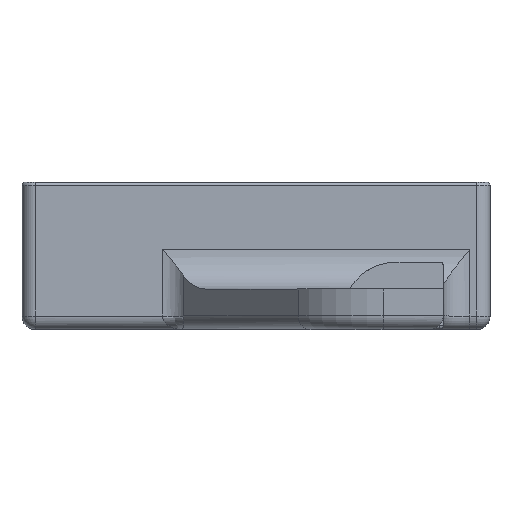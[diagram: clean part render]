
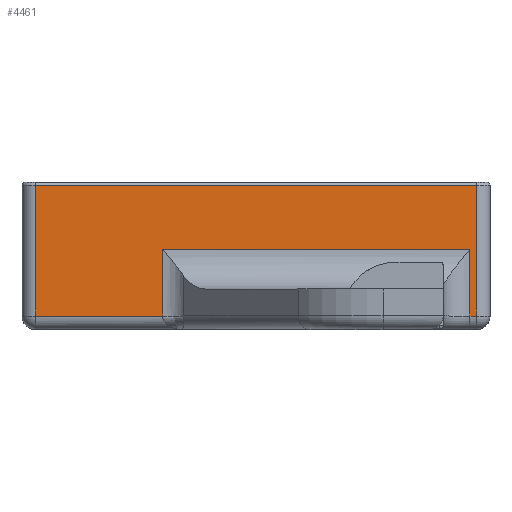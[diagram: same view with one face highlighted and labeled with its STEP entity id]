
A CAD part, top view. The second image highlights one B-rep face of the part: STEP entity #4461.
In plain terms, the highlighted planar face has unit normal (0, 0, 1).
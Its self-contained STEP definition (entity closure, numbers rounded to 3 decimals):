
#363 = CARTESIAN_POINT ( 'NONE',  ( -16.5, 10.75, 7. ) ) ;
#364 = CARTESIAN_POINT ( 'NONE',  ( 16.5, 10.75, 7. ) ) ;
#365 = CARTESIAN_POINT ( 'NONE',  ( 16.5, 1., 7. ) ) ;
#366 = CARTESIAN_POINT ( 'NONE',  ( -6.983, 6., 7. ) ) ;
#375 = VERTEX_POINT ( 'NONE', #364 ) ;
#376 = VERTEX_POINT ( 'NONE', #363 ) ;
#380 = VERTEX_POINT ( 'NONE', #365 ) ;
#383 = VERTEX_POINT ( 'NONE', #366 ) ;
#910 = CARTESIAN_POINT ( 'NONE',  ( 17.5, 11., 7. ) ) ;
#914 = PLANE ( 'NONE',  #4092 ) ;
#916 = DIRECTION ( 'NONE',  ( 0., 0., -1. ) ) ;
#917 = DIRECTION ( 'NONE',  ( -1., 0., 0. ) ) ;
#1067 = CARTESIAN_POINT ( 'NONE',  ( 16., 1., 7. ) ) ;
#1070 = CARTESIAN_POINT ( 'NONE',  ( 16., 6., 7. ) ) ;
#1075 = CARTESIAN_POINT ( 'NONE',  ( -16.5, 1., 7. ) ) ;
#3385 = ORIENTED_EDGE ( 'NONE', *, *, #7169, .T. ) ;
#3386 = ORIENTED_EDGE ( 'NONE', *, *, #7170, .T. ) ;
#3387 = ORIENTED_EDGE ( 'NONE', *, *, #7171, .T. ) ;
#3388 = ORIENTED_EDGE ( 'NONE', *, *, #7172, .T. ) ;
#3389 = ORIENTED_EDGE ( 'NONE', *, *, #7173, .T. ) ;
#3390 = ORIENTED_EDGE ( 'NONE', *, *, #7174, .T. ) ;
#3391 = ORIENTED_EDGE ( 'NONE', *, *, #7175, .T. ) ;
#3392 = ORIENTED_EDGE ( 'NONE', *, *, #7176, .T. ) ;
#4092 = AXIS2_PLACEMENT_3D ( 'NONE', #910, #916, #917 ) ;
#4461 = ADVANCED_FACE ( 'NONE', ( #4709 ), #914, .F. ) ;
#4709 = FACE_OUTER_BOUND ( 'NONE', #7962, .T. ) ;
#5116 = LINE ( 'NONE', #6490, #5136 ) ;
#5134 = LINE ( 'NONE', #6488, #5138 ) ;
#5136 = VECTOR ( 'NONE', #6472, 1000. ) ;
#5137 = LINE ( 'NONE', #6495, #5140 ) ;
#5138 = VECTOR ( 'NONE', #6494, 1000. ) ;
#5139 = LINE ( 'NONE', #6497, #5142 ) ;
#5140 = VECTOR ( 'NONE', #6496, 1000. ) ;
#5141 = LINE ( 'NONE', #6499, #5144 ) ;
#5142 = VECTOR ( 'NONE', #6498, 1000. ) ;
#5143 = LINE ( 'NONE', #6501, #5146 ) ;
#5144 = VECTOR ( 'NONE', #6500, 1000. ) ;
#5145 = LINE ( 'NONE', #6503, #5148 ) ;
#5146 = VECTOR ( 'NONE', #6502, 1000. ) ;
#5147 = LINE ( 'NONE', #6505, #5150 ) ;
#5148 = VECTOR ( 'NONE', #6504, 1000. ) ;
#5150 = VECTOR ( 'NONE', #6506, 1000. ) ;
#5605 = VERTEX_POINT ( 'NONE', #1067 ) ;
#5606 = VERTEX_POINT ( 'NONE', #1070 ) ;
#5613 = VERTEX_POINT ( 'NONE', #1075 ) ;
#5789 = CARTESIAN_POINT ( 'NONE',  ( -6.983, 1., 7. ) ) ;
#6472 = DIRECTION ( 'NONE',  ( 1., 0., 0. ) ) ;
#6488 = CARTESIAN_POINT ( 'NONE',  ( -6.983, 11., 7. ) ) ;
#6490 = CARTESIAN_POINT ( 'NONE',  ( 17.5, 1., 7. ) ) ;
#6494 = DIRECTION ( 'NONE',  ( 0., 1., 0. ) ) ;
#6495 = CARTESIAN_POINT ( 'NONE',  ( 16., 6., 7. ) ) ;
#6496 = DIRECTION ( 'NONE',  ( 1., 0., 0. ) ) ;
#6497 = CARTESIAN_POINT ( 'NONE',  ( 16., 3., 7. ) ) ;
#6498 = DIRECTION ( 'NONE',  ( 0., -1., 0. ) ) ;
#6499 = CARTESIAN_POINT ( 'NONE',  ( 17.5, 1., 7. ) ) ;
#6500 = DIRECTION ( 'NONE',  ( 1., 0., 0. ) ) ;
#6501 = CARTESIAN_POINT ( 'NONE',  ( 16.5, 11., 7. ) ) ;
#6502 = DIRECTION ( 'NONE',  ( 0., 1., 0. ) ) ;
#6503 = CARTESIAN_POINT ( 'NONE',  ( -16.5, 10.75, 7. ) ) ;
#6504 = DIRECTION ( 'NONE',  ( -1., 0., 0. ) ) ;
#6505 = CARTESIAN_POINT ( 'NONE',  ( -16.5, 11., 7. ) ) ;
#6506 = DIRECTION ( 'NONE',  ( 0., -1., 0. ) ) ;
#7169 = EDGE_CURVE ( 'NONE', #5613, #7773, #5116, .T. ) ;
#7170 = EDGE_CURVE ( 'NONE', #7773, #383, #5134, .T. ) ;
#7171 = EDGE_CURVE ( 'NONE', #383, #5606, #5137, .T. ) ;
#7172 = EDGE_CURVE ( 'NONE', #5606, #5605, #5139, .T. ) ;
#7173 = EDGE_CURVE ( 'NONE', #5605, #380, #5141, .T. ) ;
#7174 = EDGE_CURVE ( 'NONE', #380, #375, #5143, .T. ) ;
#7175 = EDGE_CURVE ( 'NONE', #375, #376, #5145, .T. ) ;
#7176 = EDGE_CURVE ( 'NONE', #376, #5613, #5147, .T. ) ;
#7773 = VERTEX_POINT ( 'NONE', #5789 ) ;
#7962 = EDGE_LOOP ( 'NONE', ( #3385, #3386, #3387, #3388, #3389, #3390, #3391, #3392 ) ) ;
